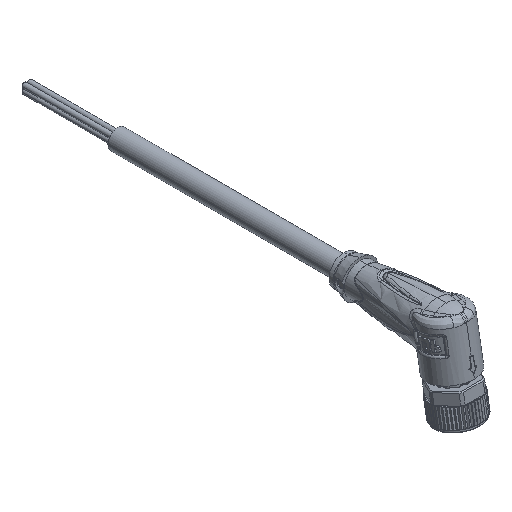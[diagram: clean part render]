
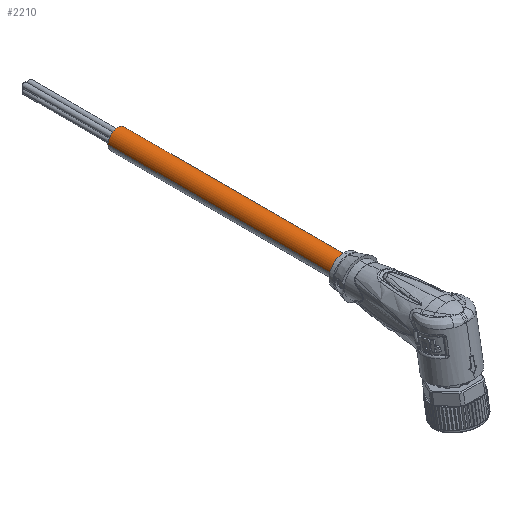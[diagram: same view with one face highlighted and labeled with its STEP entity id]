
A CAD part, isometric view. The second image highlights one B-rep face of the part: STEP entity #2210.
In plain terms, the highlighted cylindrical face has radius 2.15 mm (diameter 4.3 mm), a partial arc.
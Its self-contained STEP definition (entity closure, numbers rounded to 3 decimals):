
#2210=ADVANCED_FACE('',(#6353),#6354,.T.);
#6353=FACE_OUTER_BOUND('',#12094,.T.);
#6354=CYLINDRICAL_SURFACE('',#12095,2.15);
#12094=EDGE_LOOP('',(#95061,#95062,#95063,#95064));
#12095=AXIS2_PLACEMENT_3D('',#95065,#95066,#95067);
#95061=ORIENTED_EDGE('',*,*,#104694,.T.);
#95062=ORIENTED_EDGE('',*,*,#104699,.F.);
#95063=ORIENTED_EDGE('',*,*,#104696,.T.);
#95064=ORIENTED_EDGE('',*,*,#104700,.F.);
#95065=CARTESIAN_POINT('',(0.0,47.5,0.0));
#95066=DIRECTION('',(-0.0,1.0,0.0));
#95067=DIRECTION('',(1.0,0.0,0.0));
#104694=EDGE_CURVE('',#107071,#107072,#107073,.T.);
#104696=EDGE_CURVE('',#107076,#107074,#107077,.T.);
#104699=EDGE_CURVE('',#107076,#107072,#107080,.T.);
#104700=EDGE_CURVE('',#107071,#107074,#107081,.T.);
#107071=VERTEX_POINT('',#110312);
#107072=VERTEX_POINT('',#110313);
#107073=LINE('',#110314,#110315);
#107074=VERTEX_POINT('',#110316);
#107076=VERTEX_POINT('',#110318);
#107077=LINE('',#110319,#110320);
#107080=CIRCLE('',#110323,2.15);
#107081=CIRCLE('',#110324,2.15);
#110312=CARTESIAN_POINT('',(2.15,22.5,0.0));
#110313=CARTESIAN_POINT('',(2.15,72.5,0.0));
#110314=CARTESIAN_POINT('',(2.15,47.5,0.));
#110315=VECTOR('',#119589,1.0);
#110316=CARTESIAN_POINT('',(-2.15,22.5,0.));
#110318=CARTESIAN_POINT('',(-2.15,72.5,0.));
#110319=CARTESIAN_POINT('',(-2.15,47.5,0.));
#110320=VECTOR('',#119593,1.0);
#110323=AXIS2_PLACEMENT_3D('',#119597,#119598,#119599);
#110324=AXIS2_PLACEMENT_3D('',#119600,#119601,#119602);
#119589=DIRECTION('',(0.0,1.0,0.0));
#119593=DIRECTION('',(-0.0,-1.0,-0.0));
#119597=CARTESIAN_POINT('',(0.0,72.5,0.0));
#119598=DIRECTION('',(-0.0,1.0,0.0));
#119599=DIRECTION('',(1.0,0.0,0.0));
#119600=CARTESIAN_POINT('',(0.0,22.5,0.0));
#119601=DIRECTION('',(0.0,-1.0,0.0));
#119602=DIRECTION('',(1.0,0.0,0.0));
